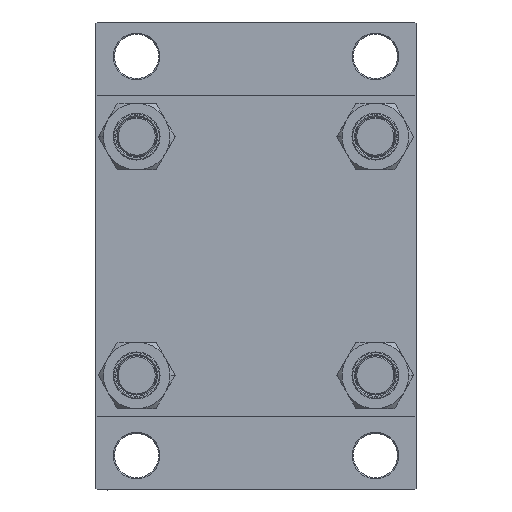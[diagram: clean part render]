
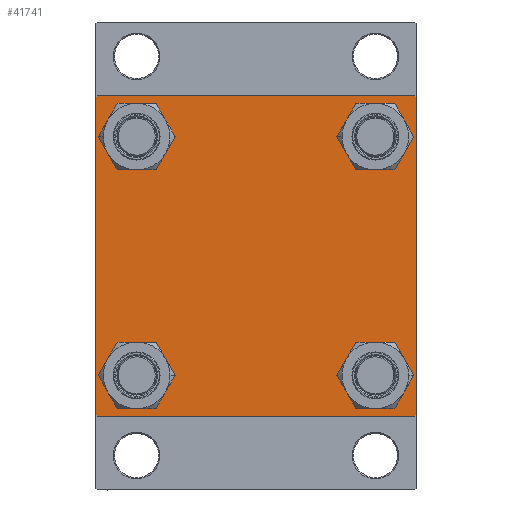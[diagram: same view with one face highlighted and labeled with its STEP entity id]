
A CAD part, left-side view. The second image highlights one B-rep face of the part: STEP entity #41741.
In plain terms, the highlighted planar face has unit normal (-1, 0, 0).
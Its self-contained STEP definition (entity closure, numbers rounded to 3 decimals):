
#118 = CIRCLE ( 'NONE', #16288, 8.5 ) ;
#973 = ORIENTED_EDGE ( 'NONE', *, *, #5888, .T. ) ;
#1316 = EDGE_CURVE ( 'NONE', #33201, #23984, #26933, .T. ) ;
#1417 = EDGE_CURVE ( 'NONE', #37364, #15398, #35595, .T. ) ;
#1509 = ORIENTED_EDGE ( 'NONE', *, *, #18116, .T. ) ;
#1575 = CARTESIAN_POINT ( 'NONE',  ( 0., -65., 64.5 ) ) ;
#3255 = CARTESIAN_POINT ( 'NONE',  ( 0., 64.5, -65. ) ) ;
#3287 = CARTESIAN_POINT ( 'NONE',  ( 0., 64.5, 65. ) ) ;
#3317 = EDGE_CURVE ( 'NONE', #23984, #33201, #31634, .T. ) ;
#3368 = FACE_BOUND ( 'NONE', #22228, .T. ) ;
#3496 = LINE ( 'NONE', #24717, #39488 ) ;
#3836 = FACE_BOUND ( 'NONE', #17885, .T. ) ;
#4063 = CARTESIAN_POINT ( 'NONE',  ( 0., -48.45, 48.45 ) ) ;
#4099 = CARTESIAN_POINT ( 'NONE',  ( 0., 48.45, 39.95 ) ) ;
#4682 = CARTESIAN_POINT ( 'NONE',  ( 0., 65., 65. ) ) ;
#4933 = VERTEX_POINT ( 'NONE', #3287 ) ;
#5037 = VECTOR ( 'NONE', #35505, 1000. ) ;
#5888 = EDGE_CURVE ( 'NONE', #21743, #43837, #118, .T. ) ;
#6971 = DIRECTION ( 'NONE',  ( 0., 0., 1. ) ) ;
#7193 = DIRECTION ( 'NONE',  ( 0., 0., 1. ) ) ;
#7335 = VECTOR ( 'NONE', #30640, 1000. ) ;
#7385 = EDGE_CURVE ( 'NONE', #33426, #38058, #3496, .T. ) ;
#7503 = ORIENTED_EDGE ( 'NONE', *, *, #32893, .T. ) ;
#7957 = ORIENTED_EDGE ( 'NONE', *, *, #7385, .F. ) ;
#8582 = CARTESIAN_POINT ( 'NONE',  ( 0., 64.75, -64.75 ) ) ;
#8817 = DIRECTION ( 'NONE',  ( 1., 0., 0. ) ) ;
#10481 = CARTESIAN_POINT ( 'NONE',  ( 0., 64.75, 64.75 ) ) ;
#10704 = DIRECTION ( 'NONE',  ( 0., -1., 0. ) ) ;
#11556 = ORIENTED_EDGE ( 'NONE', *, *, #18296, .F. ) ;
#12069 = DIRECTION ( 'NONE',  ( 1., 0., 0. ) ) ;
#12183 = EDGE_CURVE ( 'NONE', #4933, #20318, #17257, .T. ) ;
#12432 = LINE ( 'NONE', #8582, #20978 ) ;
#12693 = CARTESIAN_POINT ( 'NONE',  ( 0., 65., -64.5 ) ) ;
#14178 = ORIENTED_EDGE ( 'NONE', *, *, #46108, .T. ) ;
#14681 = FACE_BOUND ( 'NONE', #44647, .T. ) ;
#14831 = CARTESIAN_POINT ( 'NONE',  ( 0., 48.45, 48.45 ) ) ;
#14902 = AXIS2_PLACEMENT_3D ( 'NONE', #19547, #12069, #26551 ) ;
#14924 = DIRECTION ( 'NONE',  ( -1., 0., 0. ) ) ;
#15149 = DIRECTION ( 'NONE',  ( 1., 0., 0. ) ) ;
#15357 = VERTEX_POINT ( 'NONE', #26714 ) ;
#15398 = VERTEX_POINT ( 'NONE', #21901 ) ;
#15438 = AXIS2_PLACEMENT_3D ( 'NONE', #16547, #27159, #23322 ) ;
#15458 = EDGE_CURVE ( 'NONE', #19461, #23467, #17259, .T. ) ;
#15515 = VERTEX_POINT ( 'NONE', #12693 ) ;
#15575 = DIRECTION ( 'NONE',  ( 0., 0., 1. ) ) ;
#15812 = CIRCLE ( 'NONE', #26628, 8.5 ) ;
#16089 = CARTESIAN_POINT ( 'NONE',  ( 0., 48.45, -56.95 ) ) ;
#16288 = AXIS2_PLACEMENT_3D ( 'NONE', #4063, #15149, #7193 ) ;
#16385 = LINE ( 'NONE', #23633, #24012 ) ;
#16414 = CIRCLE ( 'NONE', #14902, 8.5 ) ;
#16547 = CARTESIAN_POINT ( 'NONE',  ( 0., -48.45, -48.45 ) ) ;
#16919 = CARTESIAN_POINT ( 'NONE',  ( 0., -64.75, -64.75 ) ) ;
#17257 = LINE ( 'NONE', #10481, #34116 ) ;
#17259 = CIRCLE ( 'NONE', #35767, 8.5 ) ;
#17372 = CARTESIAN_POINT ( 'NONE',  ( 0., -65., -64.5 ) ) ;
#17806 = ORIENTED_EDGE ( 'NONE', *, *, #37496, .T. ) ;
#17885 = EDGE_LOOP ( 'NONE', ( #22028, #25126 ) ) ;
#18116 = EDGE_CURVE ( 'NONE', #44906, #39030, #15812, .T. ) ;
#18296 = EDGE_CURVE ( 'NONE', #4933, #15357, #41278, .T. ) ;
#18446 = DIRECTION ( 'NONE',  ( 1., 0., 0. ) ) ;
#19461 = VERTEX_POINT ( 'NONE', #16089 ) ;
#19547 = CARTESIAN_POINT ( 'NONE',  ( 0., -48.45, 48.45 ) ) ;
#19686 = CIRCLE ( 'NONE', #24316, 8.5 ) ;
#19812 = DIRECTION ( 'NONE',  ( 0., 0., 1. ) ) ;
#19931 = CARTESIAN_POINT ( 'NONE',  ( 0., 48.45, -48.45 ) ) ;
#20318 = VERTEX_POINT ( 'NONE', #26189 ) ;
#20780 = LINE ( 'NONE', #16919, #5037 ) ;
#20978 = VECTOR ( 'NONE', #41668, 1000. ) ;
#21743 = VERTEX_POINT ( 'NONE', #30669 ) ;
#21901 = CARTESIAN_POINT ( 'NONE',  ( 0., -64.5, -65. ) ) ;
#22028 = ORIENTED_EDGE ( 'NONE', *, *, #45873, .T. ) ;
#22228 = EDGE_LOOP ( 'NONE', ( #31513, #27787 ) ) ;
#22510 = ORIENTED_EDGE ( 'NONE', *, *, #12183, .T. ) ;
#23322 = DIRECTION ( 'NONE',  ( 0., 0., 1. ) ) ;
#23467 = VERTEX_POINT ( 'NONE', #36780 ) ;
#23633 = CARTESIAN_POINT ( 'NONE',  ( 0., -64.75, 64.75 ) ) ;
#23984 = VERTEX_POINT ( 'NONE', #31746 ) ;
#24012 = VECTOR ( 'NONE', #42949, 1000. ) ;
#24061 = DIRECTION ( 'NONE',  ( 1., 0., 0. ) ) ;
#24316 = AXIS2_PLACEMENT_3D ( 'NONE', #28388, #24061, #39494 ) ;
#24717 = CARTESIAN_POINT ( 'NONE',  ( 0., -65., 65. ) ) ;
#24962 = DIRECTION ( 'NONE',  ( 0., 0.707, -0.707 ) ) ;
#25126 = ORIENTED_EDGE ( 'NONE', *, *, #15458, .T. ) ;
#26147 = AXIS2_PLACEMENT_3D ( 'NONE', #42855, #8817, #39212 ) ;
#26189 = CARTESIAN_POINT ( 'NONE',  ( 0., 65., 64.5 ) ) ;
#26551 = DIRECTION ( 'NONE',  ( 0., 0., 1. ) ) ;
#26620 = CIRCLE ( 'NONE', #46698, 8.5 ) ;
#26628 = AXIS2_PLACEMENT_3D ( 'NONE', #14831, #18446, #19812 ) ;
#26714 = CARTESIAN_POINT ( 'NONE',  ( 0., -64.5, 65. ) ) ;
#26933 = CIRCLE ( 'NONE', #26147, 8.5 ) ;
#27159 = DIRECTION ( 'NONE',  ( 1., 0., 0. ) ) ;
#27547 = EDGE_LOOP ( 'NONE', ( #17806, #29455, #29937, #46502, #7957, #7503, #11556, #22510 ) ) ;
#27787 = ORIENTED_EDGE ( 'NONE', *, *, #1316, .T. ) ;
#28387 = CARTESIAN_POINT ( 'NONE',  ( 0., -48.45, -56.95 ) ) ;
#28388 = CARTESIAN_POINT ( 'NONE',  ( 0., 48.45, -48.45 ) ) ;
#29191 = CARTESIAN_POINT ( 'NONE',  ( 0., -48.45, 39.95 ) ) ;
#29455 = ORIENTED_EDGE ( 'NONE', *, *, #33770, .T. ) ;
#29937 = ORIENTED_EDGE ( 'NONE', *, *, #1417, .T. ) ;
#30013 = DIRECTION ( 'NONE',  ( 0., 0., -1. ) ) ;
#30016 = VECTOR ( 'NONE', #10704, 1000. ) ;
#30640 = DIRECTION ( 'NONE',  ( 0., -1., 0. ) ) ;
#30669 = CARTESIAN_POINT ( 'NONE',  ( 0., -48.45, 56.95 ) ) ;
#30807 = DIRECTION ( 'NONE',  ( 1., 0., 0. ) ) ;
#31513 = ORIENTED_EDGE ( 'NONE', *, *, #3317, .T. ) ;
#31634 = CIRCLE ( 'NONE', #15438, 8.5 ) ;
#31746 = CARTESIAN_POINT ( 'NONE',  ( 0., -48.45, -39.95 ) ) ;
#31771 = VECTOR ( 'NONE', #30013, 1000. ) ;
#32893 = EDGE_CURVE ( 'NONE', #33426, #15357, #16385, .T. ) ;
#33033 = FACE_BOUND ( 'NONE', #42286, .T. ) ;
#33201 = VERTEX_POINT ( 'NONE', #28387 ) ;
#33426 = VERTEX_POINT ( 'NONE', #1575 ) ;
#33646 = LINE ( 'NONE', #4682, #31771 ) ;
#33770 = EDGE_CURVE ( 'NONE', #15515, #37364, #12432, .T. ) ;
#34104 = ORIENTED_EDGE ( 'NONE', *, *, #40654, .T. ) ;
#34116 = VECTOR ( 'NONE', #24962, 1000. ) ;
#34672 = DIRECTION ( 'NONE',  ( 0., 0., 1. ) ) ;
#35505 = DIRECTION ( 'NONE',  ( 0., -0.707, 0.707 ) ) ;
#35595 = LINE ( 'NONE', #36296, #30016 ) ;
#35767 = AXIS2_PLACEMENT_3D ( 'NONE', #19931, #30807, #34672 ) ;
#36296 = CARTESIAN_POINT ( 'NONE',  ( 0., 65., -65. ) ) ;
#36780 = CARTESIAN_POINT ( 'NONE',  ( 0., 48.45, -39.95 ) ) ;
#37276 = AXIS2_PLACEMENT_3D ( 'NONE', #43678, #14924, #6971 ) ;
#37364 = VERTEX_POINT ( 'NONE', #3255 ) ;
#37496 = EDGE_CURVE ( 'NONE', #20318, #15515, #33646, .T. ) ;
#37546 = DIRECTION ( 'NONE',  ( 1., 0., 0. ) ) ;
#37773 = CARTESIAN_POINT ( 'NONE',  ( 0., 48.45, 48.45 ) ) ;
#38058 = VERTEX_POINT ( 'NONE', #17372 ) ;
#39030 = VERTEX_POINT ( 'NONE', #4099 ) ;
#39212 = DIRECTION ( 'NONE',  ( 0., 0., 1. ) ) ;
#39488 = VECTOR ( 'NONE', #43324, 1000. ) ;
#39494 = DIRECTION ( 'NONE',  ( 0., 0., 1. ) ) ;
#40654 = EDGE_CURVE ( 'NONE', #43837, #21743, #16414, .T. ) ;
#41278 = LINE ( 'NONE', #44894, #7335 ) ;
#41668 = DIRECTION ( 'NONE',  ( 0., -0.707, -0.707 ) ) ;
#41741 = ADVANCED_FACE ( 'NONE', ( #14681, #3368, #3836, #33033, #43908 ), #44622, .T. ) ;
#42286 = EDGE_LOOP ( 'NONE', ( #1509, #14178 ) ) ;
#42855 = CARTESIAN_POINT ( 'NONE',  ( 0., -48.45, -48.45 ) ) ;
#42949 = DIRECTION ( 'NONE',  ( 0., 0.707, 0.707 ) ) ;
#43324 = DIRECTION ( 'NONE',  ( 0., 0., -1. ) ) ;
#43678 = CARTESIAN_POINT ( 'NONE',  ( 0., 0., 0. ) ) ;
#43837 = VERTEX_POINT ( 'NONE', #29191 ) ;
#43908 = FACE_OUTER_BOUND ( 'NONE', #27547, .T. ) ;
#44424 = CARTESIAN_POINT ( 'NONE',  ( 0., 48.45, 56.95 ) ) ;
#44622 = PLANE ( 'NONE',  #37276 ) ;
#44647 = EDGE_LOOP ( 'NONE', ( #973, #34104 ) ) ;
#44894 = CARTESIAN_POINT ( 'NONE',  ( 0., 65., 65. ) ) ;
#44906 = VERTEX_POINT ( 'NONE', #44424 ) ;
#45386 = EDGE_CURVE ( 'NONE', #15398, #38058, #20780, .T. ) ;
#45873 = EDGE_CURVE ( 'NONE', #23467, #19461, #19686, .T. ) ;
#46108 = EDGE_CURVE ( 'NONE', #39030, #44906, #26620, .T. ) ;
#46502 = ORIENTED_EDGE ( 'NONE', *, *, #45386, .T. ) ;
#46698 = AXIS2_PLACEMENT_3D ( 'NONE', #37773, #37546, #15575 ) ;
